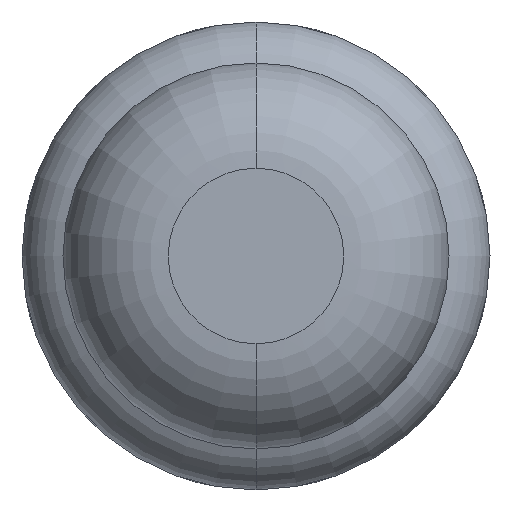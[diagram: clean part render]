
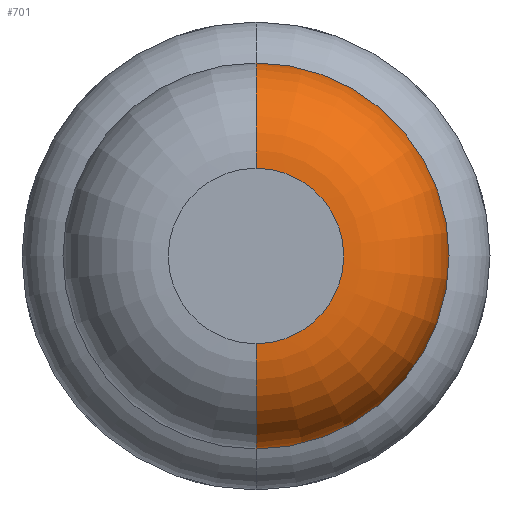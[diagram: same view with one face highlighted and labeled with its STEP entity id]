
A CAD part, front view. The second image highlights one B-rep face of the part: STEP entity #701.
In plain terms, the highlighted toroidal (fillet/blend) face has major radius 0.375 mm and minor radius 0.45 mm.
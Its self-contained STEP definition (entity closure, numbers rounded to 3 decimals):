
#262 = DIRECTION ( 'NONE',  ( 0., 1., 0. ) ) ;
#363 = TOROIDAL_SURFACE ( 'NONE', #4191, 0.375, 0.45 ) ;
#467 = VERTEX_POINT ( 'NONE', #3707 ) ;
#701 = ADVANCED_FACE ( 'Defeature ausgef�hrt1_8', ( #4482 ), #363, .T. ) ;
#1089 = AXIS2_PLACEMENT_3D ( 'NONE', #1700, #2524, #2931 ) ;
#1154 = DIRECTION ( 'NONE',  ( 0., 0., 1. ) ) ;
#1312 = DIRECTION ( 'NONE',  ( -1., 0., 0. ) ) ;
#1329 = CIRCLE ( 'NONE', #3220, 0.375 ) ;
#1468 = VERTEX_POINT ( 'NONE', #2428 ) ;
#1700 = CARTESIAN_POINT ( 'NONE',  ( 0., -25.55, -0.375 ) ) ;
#1710 = DIRECTION ( 'NONE',  ( 0., 0., 1. ) ) ;
#1908 = CARTESIAN_POINT ( 'NONE',  ( 0., -25.55, 0. ) ) ;
#2071 = VERTEX_POINT ( 'NONE', #2872 ) ;
#2076 = DIRECTION ( 'NONE',  ( 0., 0., 1. ) ) ;
#2091 = EDGE_CURVE ( 'NONE', #467, #1468, #5163, .T. ) ;
#2096 = VERTEX_POINT ( 'NONE', #2856 ) ;
#2428 = CARTESIAN_POINT ( 'NONE',  ( 0., -25.55, -0.825 ) ) ;
#2524 = DIRECTION ( 'NONE',  ( 1., 0., 0. ) ) ;
#2711 = ORIENTED_EDGE ( 'NONE', *, *, #4782, .F. ) ;
#2856 = CARTESIAN_POINT ( 'NONE',  ( 0., -25.55, 0.825 ) ) ;
#2872 = CARTESIAN_POINT ( 'NONE',  ( 0., -26., 0.375 ) ) ;
#2931 = DIRECTION ( 'NONE',  ( 0., 0., -1. ) ) ;
#3130 = CARTESIAN_POINT ( 'NONE',  ( 0., -25.55, 0. ) ) ;
#3148 = DIRECTION ( 'NONE',  ( 0., 1., 0. ) ) ;
#3220 = AXIS2_PLACEMENT_3D ( 'NONE', #3635, #4442, #2076 ) ;
#3320 = CIRCLE ( 'NONE', #4258, 0.45 ) ;
#3621 = ORIENTED_EDGE ( 'NONE', *, *, #4091, .F. ) ;
#3635 = CARTESIAN_POINT ( 'NONE',  ( 0., -26., 0. ) ) ;
#3698 = ORIENTED_EDGE ( 'NONE', *, *, #4251, .T. ) ;
#3699 = CARTESIAN_POINT ( 'NONE',  ( 0., -25.55, 0.375 ) ) ;
#3707 = CARTESIAN_POINT ( 'NONE',  ( 0., -26., -0.375 ) ) ;
#3818 = CIRCLE ( 'NONE', #4908, 0.825 ) ;
#4091 = EDGE_CURVE ( 'Defeature ausgef�hrt1_9+Defeature ausgef�hrt1_8+Defeature ausgef�hrt1_8+Defeature ausgef�hrt1_8', #2096, #1468, #3818, .T. ) ;
#4191 = AXIS2_PLACEMENT_3D ( 'NONE', #1908, #262, #5046 ) ;
#4221 = ORIENTED_EDGE ( 'NONE', *, *, #2091, .T. ) ;
#4251 = EDGE_CURVE ( 'Defeature ausgef�hrt1_8+Defeature ausgef�hrt1_7+Defeature ausgef�hrt1_7+Defeature ausgef�hrt1_7', #2071, #467, #1329, .T. ) ;
#4258 = AXIS2_PLACEMENT_3D ( 'NONE', #3699, #1312, #1710 ) ;
#4442 = DIRECTION ( 'NONE',  ( 0., 1., 0. ) ) ;
#4482 = FACE_OUTER_BOUND ( 'NONE', #4875, .T. ) ;
#4782 = EDGE_CURVE ( 'NONE', #2071, #2096, #3320, .T. ) ;
#4875 = EDGE_LOOP ( 'NONE', ( #3698, #4221, #3621, #2711 ) ) ;
#4908 = AXIS2_PLACEMENT_3D ( 'NONE', #3130, #3148, #1154 ) ;
#5046 = DIRECTION ( 'NONE',  ( 0., 0., 1. ) ) ;
#5163 = CIRCLE ( 'NONE', #1089, 0.45 ) ;
